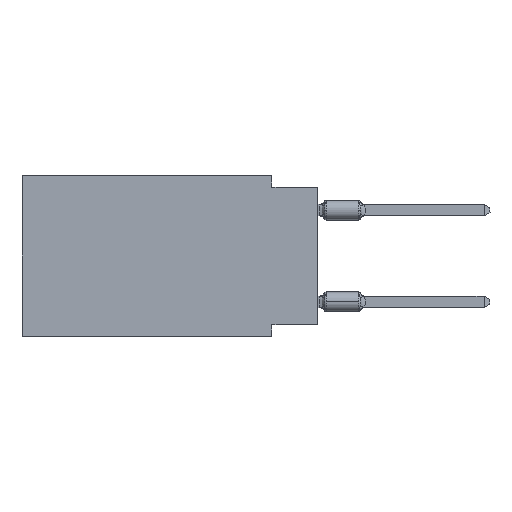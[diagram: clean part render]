
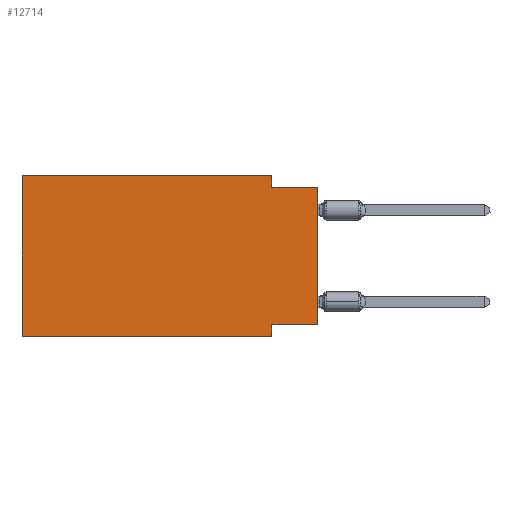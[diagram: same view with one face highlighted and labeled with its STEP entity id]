
A CAD part, left-side view. The second image highlights one B-rep face of the part: STEP entity #12714.
In plain terms, the highlighted planar face has unit normal (-1, 0, 0).
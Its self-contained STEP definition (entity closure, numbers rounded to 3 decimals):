
#137 = ORIENTED_EDGE ( 'NONE', *, *, #10997, .F. ) ;
#609 = CARTESIAN_POINT ( 'NONE',  ( 0., 0., -8.255 ) ) ;
#1163 = CARTESIAN_POINT ( 'NONE',  ( 0., 2.54, 0. ) ) ;
#1287 = EDGE_LOOP ( 'NONE', ( #4888, #137, #5148, #11076, #9237, #8796, #6933, #13014 ) ) ;
#1957 = DIRECTION ( 'NONE',  ( 0., 0., 1. ) ) ;
#2015 = VERTEX_POINT ( 'NONE', #15203 ) ;
#2215 = LINE ( 'NONE', #10843, #15154 ) ;
#2826 = CARTESIAN_POINT ( 'NONE',  ( 0., 2.54, -0.635 ) ) ;
#3123 = AXIS2_PLACEMENT_3D ( 'NONE', #6163, #15217, #7656 ) ;
#3194 = EDGE_CURVE ( 'NONE', #11624, #17899, #13327, .T. ) ;
#3329 = DIRECTION ( 'NONE',  ( 0., 0., -1. ) ) ;
#3492 = DIRECTION ( 'NONE',  ( 0., -1., 0. ) ) ;
#3878 = CARTESIAN_POINT ( 'NONE',  ( 0., 2.54, -8.89 ) ) ;
#4814 = CARTESIAN_POINT ( 'NONE',  ( 0., 2.54, -8.89 ) ) ;
#4888 = ORIENTED_EDGE ( 'NONE', *, *, #3194, .T. ) ;
#4943 = VECTOR ( 'NONE', #9881, 1000. ) ;
#5148 = ORIENTED_EDGE ( 'NONE', *, *, #10946, .F. ) ;
#5455 = EDGE_CURVE ( 'NONE', #10753, #17774, #18450, .T. ) ;
#5561 = VERTEX_POINT ( 'NONE', #11375 ) ;
#6058 = EDGE_CURVE ( 'NONE', #2015, #12738, #16510, .T. ) ;
#6163 = CARTESIAN_POINT ( 'NONE',  ( 0., 16.383, 0. ) ) ;
#6933 = ORIENTED_EDGE ( 'NONE', *, *, #5455, .F. ) ;
#7156 = CARTESIAN_POINT ( 'NONE',  ( 0., 16.383, 0. ) ) ;
#7342 = CARTESIAN_POINT ( 'NONE',  ( 0., 0., -0.635 ) ) ;
#7656 = DIRECTION ( 'NONE',  ( 0., 0., -1. ) ) ;
#8013 = CARTESIAN_POINT ( 'NONE',  ( 0., 2.54, -8.255 ) ) ;
#8175 = DIRECTION ( 'NONE',  ( 0., -1., 0. ) ) ;
#8753 = DIRECTION ( 'NONE',  ( 0., -1., 0. ) ) ;
#8796 = ORIENTED_EDGE ( 'NONE', *, *, #14076, .T. ) ;
#9237 = ORIENTED_EDGE ( 'NONE', *, *, #15689, .F. ) ;
#9672 = CARTESIAN_POINT ( 'NONE',  ( 0., 0., -0.635 ) ) ;
#9691 = CARTESIAN_POINT ( 'NONE',  ( 0., 16.383, 0. ) ) ;
#9881 = DIRECTION ( 'NONE',  ( 0., 0., -1. ) ) ;
#10753 = VERTEX_POINT ( 'NONE', #8013 ) ;
#10843 = CARTESIAN_POINT ( 'NONE',  ( 0., 16.383, -8.89 ) ) ;
#10946 = EDGE_CURVE ( 'NONE', #12738, #11202, #14759, .T. ) ;
#10997 = EDGE_CURVE ( 'NONE', #11202, #17899, #18918, .T. ) ;
#11076 = ORIENTED_EDGE ( 'NONE', *, *, #6058, .F. ) ;
#11202 = VERTEX_POINT ( 'NONE', #2826 ) ;
#11318 = VECTOR ( 'NONE', #3329, 1000. ) ;
#11375 = CARTESIAN_POINT ( 'NONE',  ( 0., 16.383, -8.89 ) ) ;
#11509 = CARTESIAN_POINT ( 'NONE',  ( 0., 0., 0. ) ) ;
#11624 = VERTEX_POINT ( 'NONE', #18175 ) ;
#12714 = ADVANCED_FACE ( 'NONE', ( #16816 ), #15011, .F. ) ;
#12738 = VERTEX_POINT ( 'NONE', #14831 ) ;
#13014 = ORIENTED_EDGE ( 'NONE', *, *, #14200, .F. ) ;
#13327 = LINE ( 'NONE', #11509, #14578 ) ;
#13963 = LINE ( 'NONE', #9691, #17266 ) ;
#14076 = EDGE_CURVE ( 'NONE', #5561, #17774, #2215, .T. ) ;
#14200 = EDGE_CURVE ( 'NONE', #11624, #10753, #14213, .T. ) ;
#14213 = LINE ( 'NONE', #609, #17066 ) ;
#14374 = DIRECTION ( 'NONE',  ( 0., 0., 1. ) ) ;
#14578 = VECTOR ( 'NONE', #14374, 1000. ) ;
#14759 = LINE ( 'NONE', #1163, #4943 ) ;
#14831 = CARTESIAN_POINT ( 'NONE',  ( 0., 2.54, 0. ) ) ;
#15011 = PLANE ( 'NONE',  #3123 ) ;
#15154 = VECTOR ( 'NONE', #3492, 1000. ) ;
#15203 = CARTESIAN_POINT ( 'NONE',  ( 0., 16.383, 0. ) ) ;
#15217 = DIRECTION ( 'NONE',  ( 1., 0., 0. ) ) ;
#15689 = EDGE_CURVE ( 'NONE', #5561, #2015, #13963, .T. ) ;
#16510 = LINE ( 'NONE', #7156, #16998 ) ;
#16816 = FACE_OUTER_BOUND ( 'NONE', #1287, .T. ) ;
#16998 = VECTOR ( 'NONE', #8753, 1000. ) ;
#17066 = VECTOR ( 'NONE', #18798, 1000. ) ;
#17266 = VECTOR ( 'NONE', #1957, 1000. ) ;
#17774 = VERTEX_POINT ( 'NONE', #3878 ) ;
#17899 = VERTEX_POINT ( 'NONE', #7342 ) ;
#18175 = CARTESIAN_POINT ( 'NONE',  ( 0., 0., -8.255 ) ) ;
#18450 = LINE ( 'NONE', #4814, #11318 ) ;
#18798 = DIRECTION ( 'NONE',  ( 0., 1., 0. ) ) ;
#18918 = LINE ( 'NONE', #9672, #19264 ) ;
#19264 = VECTOR ( 'NONE', #8175, 1000. ) ;
